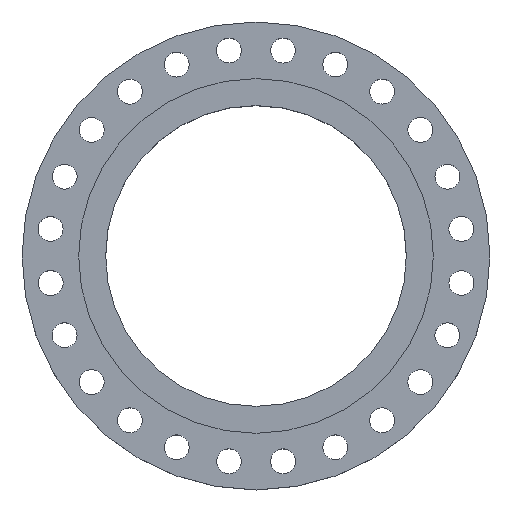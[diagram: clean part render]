
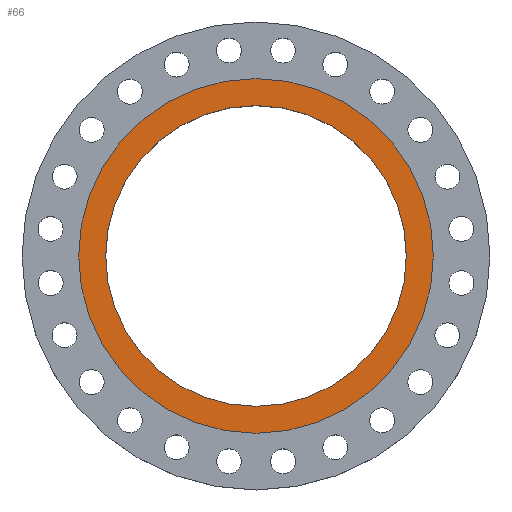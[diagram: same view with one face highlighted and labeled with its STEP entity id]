
A CAD part, top view. The second image highlights one B-rep face of the part: STEP entity #66.
In plain terms, the highlighted planar face has unit normal (0, 0, 1).
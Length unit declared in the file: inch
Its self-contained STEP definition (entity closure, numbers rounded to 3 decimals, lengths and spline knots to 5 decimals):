
#12 = CIRCLE ( 'NONE', #1125, 9.8 ) ;
#17 = VERTEX_POINT ( 'NONE', #1918 ) ;
#66 = ADVANCED_FACE ( 'NONE', ( #1766, #398 ), #2140, .T. ) ;
#98 = DIRECTION ( 'NONE',  ( 0., 0., 1. ) ) ;
#153 = AXIS2_PLACEMENT_3D ( 'NONE', #1252, #597, #1953 ) ;
#373 = CARTESIAN_POINT ( 'NONE',  ( -9.8, 0., 0.25 ) ) ;
#379 = VERTEX_POINT ( 'NONE', #1353 ) ;
#387 = AXIS2_PLACEMENT_3D ( 'NONE', #926, #404, #739 ) ;
#398 = FACE_OUTER_BOUND ( 'NONE', #2221, .T. ) ;
#404 = DIRECTION ( 'NONE',  ( 0., 0., 1. ) ) ;
#597 = DIRECTION ( 'NONE',  ( 0., 0., 1. ) ) ;
#697 = CARTESIAN_POINT ( 'NONE',  ( 0., 0., 0.25 ) ) ;
#739 = DIRECTION ( 'NONE',  ( 1., 0., 0. ) ) ;
#786 = EDGE_LOOP ( 'NONE', ( #1495, #1733 ) ) ;
#795 = CIRCLE ( 'NONE', #387, 11.56 ) ;
#807 = DIRECTION ( 'NONE',  ( 1., 0., 0. ) ) ;
#839 = AXIS2_PLACEMENT_3D ( 'NONE', #1007, #1928, #2110 ) ;
#926 = CARTESIAN_POINT ( 'NONE',  ( 0., 0., 0.25 ) ) ;
#1007 = CARTESIAN_POINT ( 'NONE',  ( 0., 0., 0.25 ) ) ;
#1062 = EDGE_CURVE ( 'NONE', #1930, #379, #795, .T. ) ;
#1125 = AXIS2_PLACEMENT_3D ( 'NONE', #697, #1213, #1616 ) ;
#1206 = EDGE_CURVE ( 'NONE', #2178, #17, #12, .T. ) ;
#1213 = DIRECTION ( 'NONE',  ( 0., 0., 1. ) ) ;
#1252 = CARTESIAN_POINT ( 'NONE',  ( 0., 0., 0.25 ) ) ;
#1295 = CIRCLE ( 'NONE', #839, 11.56 ) ;
#1334 = AXIS2_PLACEMENT_3D ( 'NONE', #1678, #98, #807 ) ;
#1353 = CARTESIAN_POINT ( 'NONE',  ( 11.56, 0., 0.25 ) ) ;
#1393 = CARTESIAN_POINT ( 'NONE',  ( -11.56, 0., 0.25 ) ) ;
#1452 = ORIENTED_EDGE ( 'NONE', *, *, #1062, .T. ) ;
#1495 = ORIENTED_EDGE ( 'NONE', *, *, #1206, .F. ) ;
#1616 = DIRECTION ( 'NONE',  ( 1., 0., 0. ) ) ;
#1660 = EDGE_CURVE ( 'NONE', #17, #2178, #1789, .T. ) ;
#1662 = ORIENTED_EDGE ( 'NONE', *, *, #1753, .T. ) ;
#1678 = CARTESIAN_POINT ( 'NONE',  ( 0., 0., 0.25 ) ) ;
#1733 = ORIENTED_EDGE ( 'NONE', *, *, #1660, .F. ) ;
#1753 = EDGE_CURVE ( 'NONE', #379, #1930, #1295, .T. ) ;
#1766 = FACE_BOUND ( 'NONE', #786, .T. ) ;
#1789 = CIRCLE ( 'NONE', #1334, 9.8 ) ;
#1918 = CARTESIAN_POINT ( 'NONE',  ( 9.8, 0., 0.25 ) ) ;
#1928 = DIRECTION ( 'NONE',  ( 0., 0., 1. ) ) ;
#1930 = VERTEX_POINT ( 'NONE', #1393 ) ;
#1953 = DIRECTION ( 'NONE',  ( 1., 0., 0. ) ) ;
#2110 = DIRECTION ( 'NONE',  ( 1., 0., 0. ) ) ;
#2140 = PLANE ( 'NONE',  #153 ) ;
#2178 = VERTEX_POINT ( 'NONE', #373 ) ;
#2221 = EDGE_LOOP ( 'NONE', ( #1452, #1662 ) ) ;
